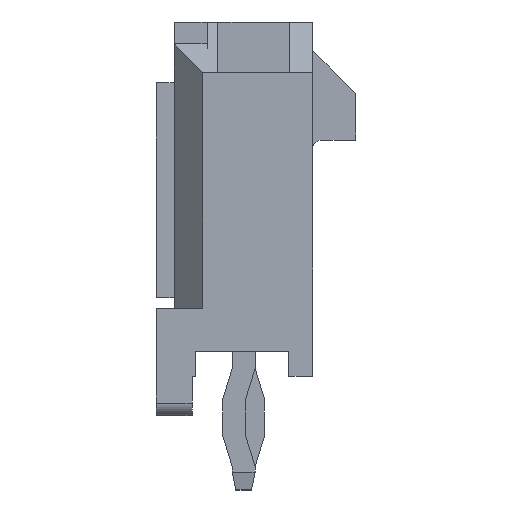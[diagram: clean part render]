
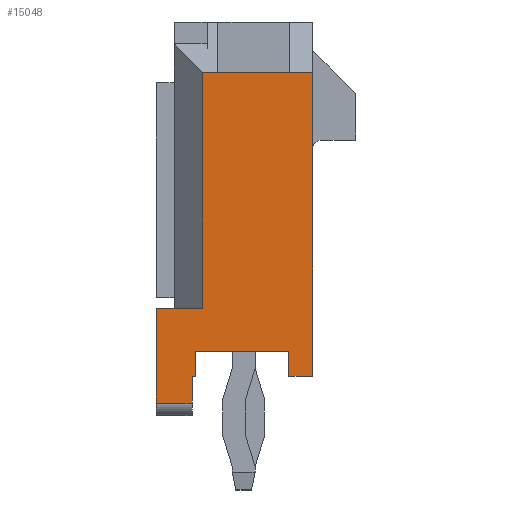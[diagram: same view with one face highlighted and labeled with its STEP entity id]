
A CAD part, left-side view. The second image highlights one B-rep face of the part: STEP entity #15048.
In plain terms, the highlighted face is planar.
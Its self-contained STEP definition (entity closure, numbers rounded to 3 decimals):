
#1091=ORIENTED_EDGE('',*,*,#3925,.F.);
#1092=ORIENTED_EDGE('',*,*,#3774,.T.);
#1093=ORIENTED_EDGE('',*,*,#3898,.T.);
#1094=ORIENTED_EDGE('',*,*,#3919,.F.);
#1095=ORIENTED_EDGE('',*,*,#3757,.F.);
#1096=ORIENTED_EDGE('',*,*,#3750,.F.);
#1097=ORIENTED_EDGE('',*,*,#3969,.F.);
#1098=ORIENTED_EDGE('',*,*,#3792,.T.);
#1099=ORIENTED_EDGE('',*,*,#3789,.T.);
#1100=ORIENTED_EDGE('',*,*,#3786,.T.);
#1101=ORIENTED_EDGE('',*,*,#3945,.F.);
#1102=ORIENTED_EDGE('',*,*,#3970,.F.);
#1103=ORIENTED_EDGE('',*,*,#3888,.F.);
#1104=ORIENTED_EDGE('',*,*,#3894,.T.);
#3750=EDGE_CURVE('',#5206,#5207,#6300,.T.);
#3757=EDGE_CURVE('',#5207,#5211,#6305,.T.);
#3774=EDGE_CURVE('',#5224,#5226,#6320,.T.);
#3786=EDGE_CURVE('',#5237,#5236,#6332,.T.);
#3789=EDGE_CURVE('',#5239,#5237,#6335,.T.);
#3792=EDGE_CURVE('',#5241,#5239,#6338,.T.);
#3888=EDGE_CURVE('',#5286,#5307,#6432,.T.);
#3894=EDGE_CURVE('',#5286,#5282,#6438,.T.);
#3898=EDGE_CURVE('',#5226,#5312,#6442,.T.);
#3919=EDGE_CURVE('',#5211,#5312,#6463,.T.);
#3925=EDGE_CURVE('',#5224,#5282,#6469,.T.);
#3945=EDGE_CURVE('',#5333,#5236,#6489,.T.);
#3969=EDGE_CURVE('',#5241,#5206,#6513,.T.);
#3970=EDGE_CURVE('',#5307,#5333,#6514,.T.);
#5206=VERTEX_POINT('',#20026);
#5207=VERTEX_POINT('',#20028);
#5211=VERTEX_POINT('',#20040);
#5224=VERTEX_POINT('',#20073);
#5226=VERTEX_POINT('',#20077);
#5236=VERTEX_POINT('',#20103);
#5237=VERTEX_POINT('',#20105);
#5239=VERTEX_POINT('',#20111);
#5241=VERTEX_POINT('',#20117);
#5282=VERTEX_POINT('',#20240);
#5286=VERTEX_POINT('',#20248);
#5307=VERTEX_POINT('',#20308);
#5312=VERTEX_POINT('',#20325);
#5333=VERTEX_POINT('',#20407);
#6300=LINE('',#20027,#7858);
#6305=LINE('',#20041,#7863);
#6320=LINE('',#20078,#7878);
#6332=LINE('',#20104,#7890);
#6335=LINE('',#20110,#7893);
#6338=LINE('',#20116,#7896);
#6432=LINE('',#20307,#7990);
#6438=LINE('',#20318,#7996);
#6442=LINE('',#20326,#8000);
#6463=LINE('',#20363,#8021);
#6469=LINE('',#20373,#8027);
#6489=LINE('',#20406,#8047);
#6513=LINE('',#20452,#8071);
#6514=LINE('',#20453,#8072);
#7858=VECTOR('',#16946,1000.);
#7863=VECTOR('',#16959,1000.);
#7878=VECTOR('',#16988,1000.);
#7890=VECTOR('',#17008,1000.);
#7893=VECTOR('',#17013,1000.);
#7896=VECTOR('',#17018,1000.);
#7990=VECTOR('',#17174,1000.);
#7996=VECTOR('',#17184,1000.);
#8000=VECTOR('',#17190,1000.);
#8021=VECTOR('',#17223,1000.);
#8027=VECTOR('',#17233,1000.);
#8047=VECTOR('',#17263,1000.);
#8071=VECTOR('',#17295,1000.);
#8072=VECTOR('',#17296,1000.);
#9052=EDGE_LOOP('',(#1091,#1092,#1093,#1094,#1095,#1096,#1097,#1098,#1099,
#1100,#1101,#1102,#1103,#1104));
#9670=FACE_BOUND('',#9052,.T.);
#10285=PLANE('',#15656);
#15048=ADVANCED_FACE('',(#9670),#10285,.F.);
#15656=AXIS2_PLACEMENT_3D('',#20451,#17293,#17294);
#16946=DIRECTION('',(0.,1.,0.));
#16959=DIRECTION('',(0.,0.,-1.));
#16988=DIRECTION('',(0.,1.,0.));
#17008=DIRECTION('',(0.,1.,0.));
#17013=DIRECTION('',(0.,0.,1.));
#17018=DIRECTION('',(0.,-1.,0.));
#17174=DIRECTION('',(0.,0.,1.));
#17184=DIRECTION('',(0.,0.,-1.));
#17190=DIRECTION('',(0.,0.,-1.));
#17223=DIRECTION('',(0.,-1.,0.));
#17233=DIRECTION('',(0.,0.,1.));
#17263=DIRECTION('',(0.,0.,-1.));
#17293=DIRECTION('',(-1.,0.,0.));
#17294=DIRECTION('',(0.,0.,1.));
#17295=DIRECTION('',(0.,0.,-1.));
#17296=DIRECTION('',(0.,1.,0.));
#20026=CARTESIAN_POINT('',(16.825,4.95,-1.185));
#20027=CARTESIAN_POINT('',(16.825,4.95,-1.185));
#20028=CARTESIAN_POINT('',(16.825,5.7,-1.185));
#20040=CARTESIAN_POINT('',(16.825,5.7,-2.185));
#20041=CARTESIAN_POINT('',(16.825,5.7,-1.185));
#20073=CARTESIAN_POINT('',(16.825,-3.536,-0.885));
#20077=CARTESIAN_POINT('',(16.825,3.05,-0.885));
#20078=CARTESIAN_POINT('',(16.825,3.05,-0.885));
#20103=CARTESIAN_POINT('',(16.825,4.95,1.515));
#20104=CARTESIAN_POINT('',(16.825,4.25,1.515));
#20105=CARTESIAN_POINT('',(16.825,4.25,1.515));
#20110=CARTESIAN_POINT('',(16.825,4.25,-1.085));
#20111=CARTESIAN_POINT('',(16.825,4.25,-1.085));
#20116=CARTESIAN_POINT('',(16.825,4.95,-1.085));
#20117=CARTESIAN_POINT('',(16.825,4.95,-1.085));
#20240=CARTESIAN_POINT('',(16.825,-3.536,-0.465));
#20248=CARTESIAN_POINT('',(16.825,-3.536,1.535));
#20307=CARTESIAN_POINT('',(16.825,-3.536,0.));
#20308=CARTESIAN_POINT('',(16.825,-3.536,2.185));
#20318=CARTESIAN_POINT('',(16.825,-3.536,1.535));
#20325=CARTESIAN_POINT('',(16.825,3.05,-2.185));
#20326=CARTESIAN_POINT('',(16.825,3.05,-1.685));
#20363=CARTESIAN_POINT('',(16.825,4.95,-2.185));
#20373=CARTESIAN_POINT('',(16.825,-3.536,0.));
#20406=CARTESIAN_POINT('',(16.825,4.95,2.185));
#20407=CARTESIAN_POINT('',(16.825,4.95,2.185));
#20451=CARTESIAN_POINT('',(16.825,0.,0.));
#20452=CARTESIAN_POINT('',(16.825,4.95,2.185));
#20453=CARTESIAN_POINT('',(16.825,-4.95,2.185));
